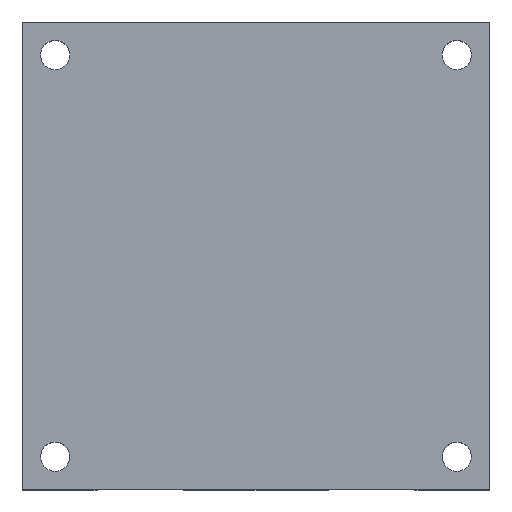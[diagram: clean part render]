
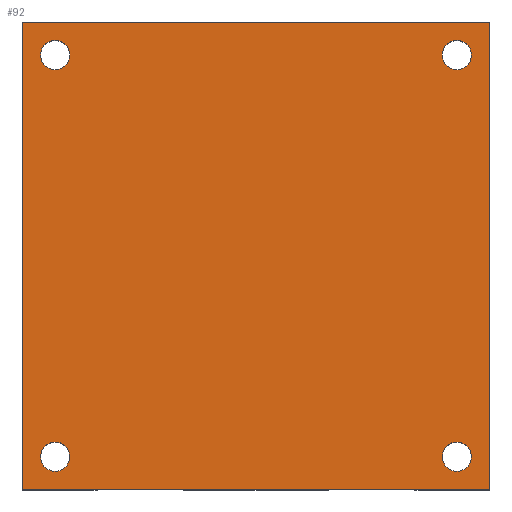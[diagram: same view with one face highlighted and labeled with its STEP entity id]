
A CAD part, top view. The second image highlights one B-rep face of the part: STEP entity #92.
In plain terms, the highlighted planar face has unit normal (0, 0, 1).
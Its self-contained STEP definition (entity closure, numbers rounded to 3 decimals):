
#92 = ADVANCED_FACE( '', ( #210, #211, #212, #213, #214 ), #215, .F. );
#210 = FACE_BOUND( '', #359, .T. );
#211 = FACE_BOUND( '', #360, .T. );
#212 = FACE_OUTER_BOUND( '', #361, .T. );
#213 = FACE_BOUND( '', #362, .T. );
#214 = FACE_BOUND( '', #363, .T. );
#215 = PLANE( '', #364 );
#359 = EDGE_LOOP( '', ( #576 ) );
#360 = EDGE_LOOP( '', ( #577 ) );
#361 = EDGE_LOOP( '', ( #578, #579, #580, #581 ) );
#362 = EDGE_LOOP( '', ( #582 ) );
#363 = EDGE_LOOP( '', ( #583 ) );
#364 = AXIS2_PLACEMENT_3D( '', #584, #585, #586 );
#576 = ORIENTED_EDGE( '', *, *, #830, .F. );
#577 = ORIENTED_EDGE( '', *, *, #831, .T. );
#578 = ORIENTED_EDGE( '', *, *, #832, .F. );
#579 = ORIENTED_EDGE( '', *, *, #833, .F. );
#580 = ORIENTED_EDGE( '', *, *, #794, .F. );
#581 = ORIENTED_EDGE( '', *, *, #834, .F. );
#582 = ORIENTED_EDGE( '', *, *, #835, .F. );
#583 = ORIENTED_EDGE( '', *, *, #836, .T. );
#584 = CARTESIAN_POINT( '', ( -42.5, 42.5, 15. ) );
#585 = DIRECTION( '', ( 0., 0., -1. ) );
#586 = DIRECTION( '', ( -1., 0., 0. ) );
#794 = EDGE_CURVE( '', #936, #938, #939, .T. );
#830 = EDGE_CURVE( '', #993, #993, #994, .T. );
#831 = EDGE_CURVE( '', #995, #995, #996, .T. );
#832 = EDGE_CURVE( '', #997, #998, #999, .T. );
#833 = EDGE_CURVE( '', #938, #997, #1000, .T. );
#834 = EDGE_CURVE( '', #998, #936, #1001, .T. );
#835 = EDGE_CURVE( '', #1002, #1002, #1003, .T. );
#836 = EDGE_CURVE( '', #1004, #1004, #1005, .T. );
#936 = VERTEX_POINT( '', #1257 );
#938 = VERTEX_POINT( '', #1260 );
#939 = LINE( '', #1261, #1262 );
#993 = VERTEX_POINT( '', #1334 );
#994 = CIRCLE( '', #1335, 2.65 );
#995 = VERTEX_POINT( '', #1336 );
#996 = CIRCLE( '', #1337, 2.65 );
#997 = VERTEX_POINT( '', #1338 );
#998 = VERTEX_POINT( '', #1339 );
#999 = LINE( '', #1340, #1341 );
#1000 = LINE( '', #1342, #1343 );
#1001 = LINE( '', #1344, #1345 );
#1002 = VERTEX_POINT( '', #1346 );
#1003 = CIRCLE( '', #1347, 2.65 );
#1004 = VERTEX_POINT( '', #1348 );
#1005 = CIRCLE( '', #1349, 2.65 );
#1257 = CARTESIAN_POINT( '', ( 42.5, 42.5, 15. ) );
#1260 = CARTESIAN_POINT( '', ( 42.5, -42.5, 15. ) );
#1261 = CARTESIAN_POINT( '', ( 42.5, 42.5, 15. ) );
#1262 = VECTOR( '', #1461, 1000. );
#1334 = CARTESIAN_POINT( '', ( 36.5, 39.15, 15. ) );
#1335 = AXIS2_PLACEMENT_3D( '', #1504, #1505, #1506 );
#1336 = CARTESIAN_POINT( '', ( 36.5, -33.85, 15. ) );
#1337 = AXIS2_PLACEMENT_3D( '', #1507, #1508, #1509 );
#1338 = CARTESIAN_POINT( '', ( -42.5, -42.5, 15. ) );
#1339 = CARTESIAN_POINT( '', ( -42.5, 42.5, 15. ) );
#1340 = CARTESIAN_POINT( '', ( -42.5, -42.5, 15. ) );
#1341 = VECTOR( '', #1510, 1000. );
#1342 = CARTESIAN_POINT( '', ( 42.5, -42.5, 15. ) );
#1343 = VECTOR( '', #1511, 1000. );
#1344 = CARTESIAN_POINT( '', ( -42.5, 42.5, 15. ) );
#1345 = VECTOR( '', #1512, 1000. );
#1346 = CARTESIAN_POINT( '', ( -36.5, -33.85, 15. ) );
#1347 = AXIS2_PLACEMENT_3D( '', #1513, #1514, #1515 );
#1348 = CARTESIAN_POINT( '', ( -36.5, 39.15, 15. ) );
#1349 = AXIS2_PLACEMENT_3D( '', #1516, #1517, #1518 );
#1461 = DIRECTION( '', ( 0., -1., 0. ) );
#1504 = CARTESIAN_POINT( '', ( 36.5, 36.5, 15. ) );
#1505 = DIRECTION( '', ( 0., 0., 1. ) );
#1506 = DIRECTION( '', ( 0., 1., 0. ) );
#1507 = CARTESIAN_POINT( '', ( 36.5, -36.5, 15. ) );
#1508 = DIRECTION( '', ( 0., 0., -1. ) );
#1509 = DIRECTION( '', ( 0., 1., 0. ) );
#1510 = DIRECTION( '', ( 0., 1., 0. ) );
#1511 = DIRECTION( '', ( -1., 0., 0. ) );
#1512 = DIRECTION( '', ( 1., 0., 0. ) );
#1513 = CARTESIAN_POINT( '', ( -36.5, -36.5, 15. ) );
#1514 = DIRECTION( '', ( 0., 0., 1. ) );
#1515 = DIRECTION( '', ( 0., 1., 0. ) );
#1516 = CARTESIAN_POINT( '', ( -36.5, 36.5, 15. ) );
#1517 = DIRECTION( '', ( 0., 0., -1. ) );
#1518 = DIRECTION( '', ( 0., 1., 0. ) );
